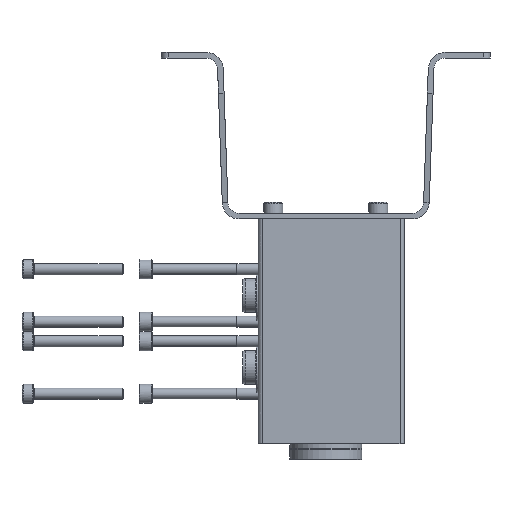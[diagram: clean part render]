
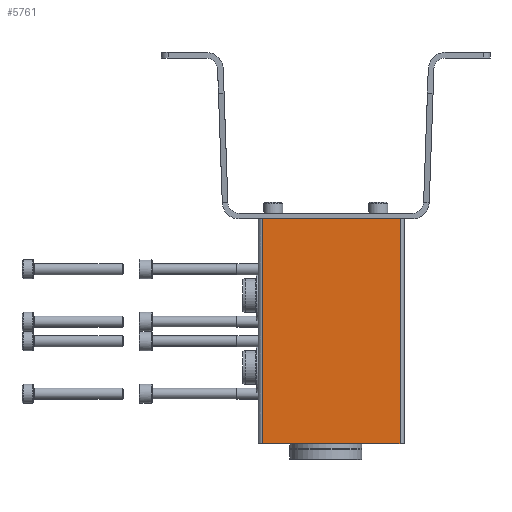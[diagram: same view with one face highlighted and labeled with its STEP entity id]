
A CAD part, left-side view. The second image highlights one B-rep face of the part: STEP entity #5761.
In plain terms, the highlighted planar face has unit normal (-1, 0, 0).
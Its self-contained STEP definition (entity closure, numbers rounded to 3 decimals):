
#206=LINE('',#8814,#664);
#207=LINE('',#8817,#665);
#208=LINE('',#8819,#666);
#209=LINE('',#8821,#667);
#664=VECTOR('',#6923,1000.);
#665=VECTOR('',#6924,1000.);
#666=VECTOR('',#6925,1000.);
#667=VECTOR('',#6926,1000.);
#1122=PLANE('',#6219);
#1602=ORIENTED_EDGE('',*,*,#3184,.F.);
#1603=ORIENTED_EDGE('',*,*,#3185,.F.);
#1604=ORIENTED_EDGE('',*,*,#3186,.T.);
#1605=ORIENTED_EDGE('',*,*,#3187,.T.);
#3184=EDGE_CURVE('',#3975,#3976,#206,.T.);
#3185=EDGE_CURVE('',#3977,#3975,#207,.T.);
#3186=EDGE_CURVE('',#3977,#3978,#208,.T.);
#3187=EDGE_CURVE('',#3978,#3976,#209,.T.);
#3975=VERTEX_POINT('',#8815);
#3976=VERTEX_POINT('',#8816);
#3977=VERTEX_POINT('',#8818);
#3978=VERTEX_POINT('',#8820);
#4570=EDGE_LOOP('',(#1602,#1603,#1604,#1605));
#5102=FACE_BOUND('',#4570,.T.);
#5761=ADVANCED_FACE('',(#5102),#1122,.T.);
#6219=AXIS2_PLACEMENT_3D('',#8813,#6921,#6922);
#6921=DIRECTION('',(-1.,0.,0.));
#6922=DIRECTION('',(0.,0.,1.));
#6923=DIRECTION('',(0.,-1.,0.));
#6924=DIRECTION('',(0.,0.,1.));
#6925=DIRECTION('',(0.,-1.,0.));
#6926=DIRECTION('',(0.,0.,1.));
#8813=CARTESIAN_POINT('',(-17.,28.,-100.));
#8814=CARTESIAN_POINT('',(-17.,28.,0.));
#8815=CARTESIAN_POINT('',(-17.,28.,0.));
#8816=CARTESIAN_POINT('',(-17.,-33.,0.));
#8817=CARTESIAN_POINT('',(-17.,28.,-100.));
#8818=CARTESIAN_POINT('',(-17.,28.,-100.));
#8819=CARTESIAN_POINT('',(-17.,28.,-100.));
#8820=CARTESIAN_POINT('',(-17.,-33.,-100.));
#8821=CARTESIAN_POINT('',(-17.,-33.,-100.));
